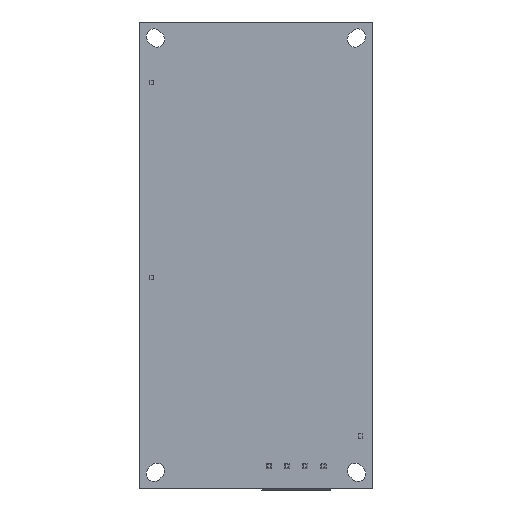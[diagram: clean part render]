
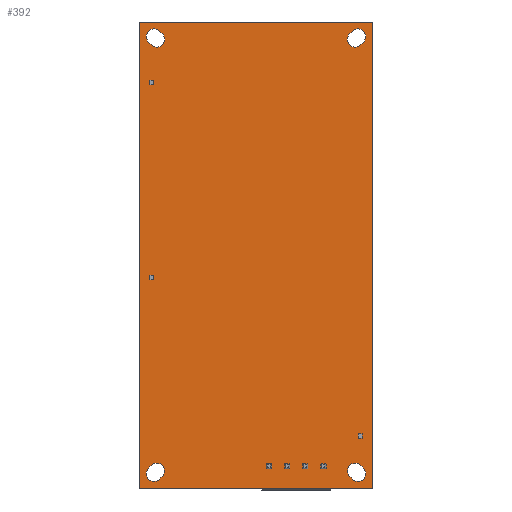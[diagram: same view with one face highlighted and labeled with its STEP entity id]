
A CAD part, front view. The second image highlights one B-rep face of the part: STEP entity #392.
In plain terms, the highlighted planar face has unit normal (0, -1, 0).
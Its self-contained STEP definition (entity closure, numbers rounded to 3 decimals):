
#1=DIRECTION('',(0.,0.,1.));
#2=VECTOR('',#1,101.6);
#3=CARTESIAN_POINT('',(-25.4,0.,-50.8));
#4=LINE('',#3,#2);
#5=DIRECTION('',(1.,0.,0.));
#6=VECTOR('',#5,50.8);
#7=CARTESIAN_POINT('',(-25.4,0.,50.8));
#8=LINE('',#7,#6);
#9=DIRECTION('',(0.,0.,-1.));
#10=VECTOR('',#9,101.6);
#11=CARTESIAN_POINT('',(25.4,0.,50.8));
#12=LINE('',#11,#10);
#13=DIRECTION('',(-1.,0.,0.));
#14=VECTOR('',#13,50.8);
#15=CARTESIAN_POINT('',(25.4,0.,-50.8));
#16=LINE('',#15,#14);
#17=CARTESIAN_POINT('',(22.2,0.,-47.6));
#18=DIRECTION('',(0.,-1.,0.));
#19=DIRECTION('',(-0.707,0.,-0.707));
#20=AXIS2_PLACEMENT_3D('',#17,#18,#19);
#22=DIRECTION('',(-0.707,0.,0.707));
#23=VECTOR('',#22,0.849);
#24=CARTESIAN_POINT('',(23.402,0.,-46.398));
#25=LINE('',#24,#23);
#26=CARTESIAN_POINT('',(21.6,0.,-47.));
#27=DIRECTION('',(0.,-1.,0.));
#28=DIRECTION('',(0.707,0.,0.707));
#29=AXIS2_PLACEMENT_3D('',#26,#27,#28);
#31=DIRECTION('',(0.707,0.,-0.707));
#32=VECTOR('',#31,0.849);
#33=CARTESIAN_POINT('',(20.398,0.,-48.202));
#34=LINE('',#33,#32);
#35=DIRECTION('',(0.707,0.,0.707));
#36=VECTOR('',#35,0.849);
#37=CARTESIAN_POINT('',(-20.998,0.,-48.802));
#38=LINE('',#37,#36);
#39=CARTESIAN_POINT('',(-21.6,0.,-47.));
#40=DIRECTION('',(0.,-1.,0.));
#41=DIRECTION('',(0.707,0.,-0.707));
#42=AXIS2_PLACEMENT_3D('',#39,#40,#41);
#44=DIRECTION('',(-0.707,0.,-0.707));
#45=VECTOR('',#44,0.849);
#46=CARTESIAN_POINT('',(-22.802,0.,-45.798));
#47=LINE('',#46,#45);
#48=CARTESIAN_POINT('',(-22.2,0.,-47.6));
#49=DIRECTION('',(0.,-1.,0.));
#50=DIRECTION('',(-0.707,0.,0.707));
#51=AXIS2_PLACEMENT_3D('',#48,#49,#50);
#53=DIRECTION('',(-0.707,0.,-0.707));
#54=VECTOR('',#53,0.849);
#55=CARTESIAN_POINT('',(20.998,0.,48.802));
#56=LINE('',#55,#54);
#57=CARTESIAN_POINT('',(21.6,0.,47.));
#58=DIRECTION('',(0.,-1.,0.));
#59=DIRECTION('',(-0.707,0.,0.707));
#60=AXIS2_PLACEMENT_3D('',#57,#58,#59);
#62=DIRECTION('',(0.707,0.,0.707));
#63=VECTOR('',#62,0.849);
#64=CARTESIAN_POINT('',(22.802,0.,45.798));
#65=LINE('',#64,#63);
#66=CARTESIAN_POINT('',(22.2,0.,47.6));
#67=DIRECTION('',(0.,-1.,0.));
#68=DIRECTION('',(0.707,0.,-0.707));
#69=AXIS2_PLACEMENT_3D('',#66,#67,#68);
#71=CARTESIAN_POINT('',(-22.2,0.,47.6));
#72=DIRECTION('',(0.,-1.,0.));
#73=DIRECTION('',(0.707,0.,0.707));
#74=AXIS2_PLACEMENT_3D('',#71,#72,#73);
#76=DIRECTION('',(0.707,0.,-0.707));
#77=VECTOR('',#76,0.849);
#78=CARTESIAN_POINT('',(-23.402,0.,46.398));
#79=LINE('',#78,#77);
#80=CARTESIAN_POINT('',(-21.6,0.,47.));
#81=DIRECTION('',(0.,-1.,0.));
#82=DIRECTION('',(-0.707,0.,-0.707));
#83=AXIS2_PLACEMENT_3D('',#80,#81,#82);
#85=DIRECTION('',(-0.707,0.,0.707));
#86=VECTOR('',#85,0.849);
#87=CARTESIAN_POINT('',(-20.398,0.,48.202));
#88=LINE('',#87,#86);
#257=CARTESIAN_POINT('',(-25.4,0.,-50.8));
#258=CARTESIAN_POINT('',(-25.4,0.,50.8));
#259=VERTEX_POINT('',#257);
#260=VERTEX_POINT('',#258);
#261=CARTESIAN_POINT('',(25.4,0.,50.8));
#262=VERTEX_POINT('',#261);
#263=CARTESIAN_POINT('',(25.4,0.,-50.8));
#264=VERTEX_POINT('',#263);
#273=CARTESIAN_POINT('',(20.998,0.,-48.802));
#274=CARTESIAN_POINT('',(23.402,0.,-46.398));
#275=VERTEX_POINT('',#273);
#276=VERTEX_POINT('',#274);
#277=CARTESIAN_POINT('',(22.802,0.,-45.798));
#278=VERTEX_POINT('',#277);
#279=CARTESIAN_POINT('',(20.398,0.,-48.202));
#280=VERTEX_POINT('',#279);
#281=CARTESIAN_POINT('',(-20.998,0.,-48.802));
#282=CARTESIAN_POINT('',(-20.398,0.,-48.202));
#283=VERTEX_POINT('',#281);
#284=VERTEX_POINT('',#282);
#285=CARTESIAN_POINT('',(-22.802,0.,-45.798));
#286=VERTEX_POINT('',#285);
#287=CARTESIAN_POINT('',(-23.402,0.,-46.398));
#288=VERTEX_POINT('',#287);
#289=CARTESIAN_POINT('',(20.998,0.,48.802));
#290=CARTESIAN_POINT('',(20.398,0.,48.202));
#291=VERTEX_POINT('',#289);
#292=VERTEX_POINT('',#290);
#293=CARTESIAN_POINT('',(22.802,0.,45.798));
#294=VERTEX_POINT('',#293);
#295=CARTESIAN_POINT('',(23.402,0.,46.398));
#296=VERTEX_POINT('',#295);
#297=CARTESIAN_POINT('',(-20.998,0.,48.802));
#298=CARTESIAN_POINT('',(-23.402,0.,46.398));
#299=VERTEX_POINT('',#297);
#300=VERTEX_POINT('',#298);
#301=CARTESIAN_POINT('',(-22.802,0.,45.798));
#302=VERTEX_POINT('',#301);
#303=CARTESIAN_POINT('',(-20.398,0.,48.202));
#304=VERTEX_POINT('',#303);
#337=CARTESIAN_POINT('',(0.,0.,0.));
#338=DIRECTION('',(0.,1.,0.));
#339=DIRECTION('',(1.,0.,0.));
#340=AXIS2_PLACEMENT_3D('',#337,#338,#339);
#341=PLANE('',#340);
#343=ORIENTED_EDGE('',*,*,#342,.T.);
#345=ORIENTED_EDGE('',*,*,#344,.T.);
#347=ORIENTED_EDGE('',*,*,#346,.T.);
#349=ORIENTED_EDGE('',*,*,#348,.T.);
#350=EDGE_LOOP('',(#343,#345,#347,#349));
#351=FACE_OUTER_BOUND('',#350,.F.);
#353=ORIENTED_EDGE('',*,*,#352,.T.);
#355=ORIENTED_EDGE('',*,*,#354,.T.);
#357=ORIENTED_EDGE('',*,*,#356,.T.);
#359=ORIENTED_EDGE('',*,*,#358,.T.);
#360=EDGE_LOOP('',(#353,#355,#357,#359));
#361=FACE_BOUND('',#360,.F.);
#363=ORIENTED_EDGE('',*,*,#362,.T.);
#365=ORIENTED_EDGE('',*,*,#364,.T.);
#367=ORIENTED_EDGE('',*,*,#366,.T.);
#369=ORIENTED_EDGE('',*,*,#368,.T.);
#370=EDGE_LOOP('',(#363,#365,#367,#369));
#371=FACE_BOUND('',#370,.F.);
#373=ORIENTED_EDGE('',*,*,#372,.T.);
#375=ORIENTED_EDGE('',*,*,#374,.T.);
#377=ORIENTED_EDGE('',*,*,#376,.T.);
#379=ORIENTED_EDGE('',*,*,#378,.T.);
#380=EDGE_LOOP('',(#373,#375,#377,#379));
#381=FACE_BOUND('',#380,.F.);
#383=ORIENTED_EDGE('',*,*,#382,.T.);
#385=ORIENTED_EDGE('',*,*,#384,.T.);
#387=ORIENTED_EDGE('',*,*,#386,.T.);
#389=ORIENTED_EDGE('',*,*,#388,.T.);
#390=EDGE_LOOP('',(#383,#385,#387,#389));
#391=FACE_BOUND('',#390,.F.);
#21=CIRCLE('',#20,1.7);
#30=CIRCLE('',#29,1.7);
#43=CIRCLE('',#42,1.7);
#52=CIRCLE('',#51,1.7);
#61=CIRCLE('',#60,1.7);
#70=CIRCLE('',#69,1.7);
#75=CIRCLE('',#74,1.7);
#84=CIRCLE('',#83,1.7);
#342=EDGE_CURVE('',#259,#260,#4,.T.);
#344=EDGE_CURVE('',#260,#262,#8,.T.);
#346=EDGE_CURVE('',#262,#264,#12,.T.);
#348=EDGE_CURVE('',#264,#259,#16,.T.);
#352=EDGE_CURVE('',#275,#276,#21,.T.);
#354=EDGE_CURVE('',#276,#278,#25,.T.);
#356=EDGE_CURVE('',#278,#280,#30,.T.);
#358=EDGE_CURVE('',#280,#275,#34,.T.);
#362=EDGE_CURVE('',#283,#284,#38,.T.);
#364=EDGE_CURVE('',#284,#286,#43,.T.);
#366=EDGE_CURVE('',#286,#288,#47,.T.);
#368=EDGE_CURVE('',#288,#283,#52,.T.);
#372=EDGE_CURVE('',#291,#292,#56,.T.);
#374=EDGE_CURVE('',#292,#294,#61,.T.);
#376=EDGE_CURVE('',#294,#296,#65,.T.);
#378=EDGE_CURVE('',#296,#291,#70,.T.);
#382=EDGE_CURVE('',#299,#300,#75,.T.);
#384=EDGE_CURVE('',#300,#302,#79,.T.);
#386=EDGE_CURVE('',#302,#304,#84,.T.);
#388=EDGE_CURVE('',#304,#299,#88,.T.);
#392=ADVANCED_FACE('',(#351,#361,#371,#381,#391),#341,.F.);
